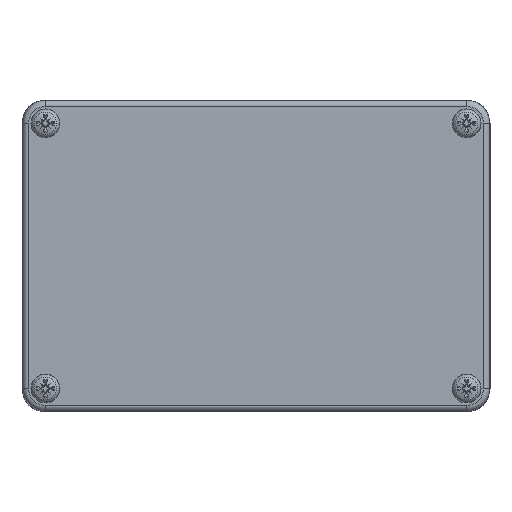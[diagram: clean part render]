
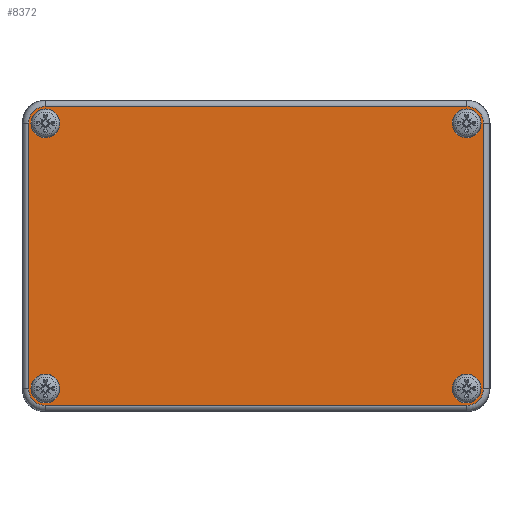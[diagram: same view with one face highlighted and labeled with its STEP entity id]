
A CAD part, top view. The second image highlights one B-rep face of the part: STEP entity #8372.
In plain terms, the highlighted face is planar.
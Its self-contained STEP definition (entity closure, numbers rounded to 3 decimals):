
#7951=CARTESIAN_POINT('',(-54.0,-38.351,-10.0));
#7952=VERTEX_POINT('',#7951);
#7960=CARTESIAN_POINT('',(54.0,-38.351,-10.0));
#7961=VERTEX_POINT('',#7960);
#7962=CARTESIAN_POINT('',(-54.0,-38.351,-10.0));
#7963=DIRECTION('',(1.0,0.0,0.0));
#7964=VECTOR('',#7963,108.0);
#7965=LINE('',#7962,#7964);
#7966=EDGE_CURVE('',#7952,#7961,#7965,.T.);
#7993=CARTESIAN_POINT('',(-58.351,-34.,-10.0));
#7994=VERTEX_POINT('',#7993);
#8002=CARTESIAN_POINT('',(-54.0,-34.,-10.0));
#8003=DIRECTION('',(0.0,0.0,1.0));
#8004=DIRECTION('',(-0.707,-0.707,0.0));
#8005=AXIS2_PLACEMENT_3D('',#8002,#8003,#8004);
#8006=CIRCLE('',#8005,4.351);
#8007=EDGE_CURVE('',#7994,#7952,#8006,.T.);
#8025=CARTESIAN_POINT('',(58.351,-34.0,-10.0));
#8026=VERTEX_POINT('',#8025);
#8044=CARTESIAN_POINT('',(54.0,-34.,-10.0));
#8045=DIRECTION('',(0.0,0.0,1.0));
#8046=DIRECTION('',(0.707,-0.707,0.0));
#8047=AXIS2_PLACEMENT_3D('',#8044,#8045,#8046);
#8048=CIRCLE('',#8047,4.351);
#8049=EDGE_CURVE('',#7961,#8026,#8048,.T.);
#8061=CARTESIAN_POINT('',(-58.351,34.,-10.0));
#8062=VERTEX_POINT('',#8061);
#8070=CARTESIAN_POINT('',(-58.351,34.0,-10.0));
#8071=DIRECTION('',(0.0,-1.0,0.0));
#8072=VECTOR('',#8071,68.);
#8073=LINE('',#8070,#8072);
#8074=EDGE_CURVE('',#8062,#7994,#8073,.T.);
#8091=CARTESIAN_POINT('',(58.351,34.,-10.0));
#8092=VERTEX_POINT('',#8091);
#8109=CARTESIAN_POINT('',(58.351,-34.0,-10.0));
#8110=DIRECTION('',(0.0,1.0,0.0));
#8111=VECTOR('',#8110,68.0);
#8112=LINE('',#8109,#8111);
#8113=EDGE_CURVE('',#8026,#8092,#8112,.T.);
#8125=CARTESIAN_POINT('',(-54.0,38.351,-10.0));
#8126=VERTEX_POINT('',#8125);
#8134=CARTESIAN_POINT('',(-54.0,34.,-10.0));
#8135=DIRECTION('',(0.0,0.0,1.0));
#8136=DIRECTION('',(-0.707,0.707,0.0));
#8137=AXIS2_PLACEMENT_3D('',#8134,#8135,#8136);
#8138=CIRCLE('',#8137,4.351);
#8139=EDGE_CURVE('',#8126,#8062,#8138,.T.);
#8157=CARTESIAN_POINT('',(54.0,38.351,-10.0));
#8158=VERTEX_POINT('',#8157);
#8176=CARTESIAN_POINT('',(54.0,34.,-10.0));
#8177=DIRECTION('',(0.0,0.0,1.0));
#8178=DIRECTION('',(0.707,0.707,0.0));
#8179=AXIS2_PLACEMENT_3D('',#8176,#8177,#8178);
#8180=CIRCLE('',#8179,4.351);
#8181=EDGE_CURVE('',#8092,#8158,#8180,.T.);
#8199=CARTESIAN_POINT('',(54.0,38.351,-10.0));
#8200=DIRECTION('',(-1.0,0.0,0.0));
#8201=VECTOR('',#8200,108.0);
#8202=LINE('',#8199,#8201);
#8203=EDGE_CURVE('',#8158,#8126,#8202,.T.);
#8313=CARTESIAN_POINT('',(0.,0.,-10.0));
#8314=DIRECTION('',(0.0,0.0,1.0));
#8315=DIRECTION('',(1.0,0.0,0.0));
#8316=AXIS2_PLACEMENT_3D('',#8313,#8314,#8315);
#8317=PLANE('',#8316);
#8318=ORIENTED_EDGE('',*,*,#7966,.F.);
#8319=ORIENTED_EDGE('',*,*,#8007,.F.);
#8320=ORIENTED_EDGE('',*,*,#8074,.F.);
#8321=ORIENTED_EDGE('',*,*,#8139,.F.);
#8322=ORIENTED_EDGE('',*,*,#8203,.F.);
#8323=ORIENTED_EDGE('',*,*,#8181,.F.);
#8324=ORIENTED_EDGE('',*,*,#8113,.F.);
#8325=ORIENTED_EDGE('',*,*,#8049,.F.);
#8326=EDGE_LOOP('',(#8318,#8319,#8320,#8321,#8322,#8323,#8324,#8325));
#8327=FACE_OUTER_BOUND('',#8326,.T.);
#8328=CARTESIAN_POINT('',(-57.7,-34.0,-10.0));
#8329=VERTEX_POINT('',#8328);
#8330=CARTESIAN_POINT('',(-54.,-34.0,-10.0));
#8331=DIRECTION('',(0.0,0.0,1.0));
#8332=DIRECTION('',(1.0,0.0,0.0));
#8333=AXIS2_PLACEMENT_3D('',#8330,#8331,#8332);
#8334=CIRCLE('',#8333,3.7);
#8335=EDGE_CURVE('',#8329,#8329,#8334,.T.);
#8336=ORIENTED_EDGE('',*,*,#8335,.T.);
#8337=EDGE_LOOP('',(#8336));
#8338=FACE_BOUND('',#8337,.T.);
#8339=CARTESIAN_POINT('',(-57.7,34.0,-10.0));
#8340=VERTEX_POINT('',#8339);
#8341=CARTESIAN_POINT('',(-54.,34.0,-10.0));
#8342=DIRECTION('',(0.0,0.0,1.0));
#8343=DIRECTION('',(1.0,0.0,0.0));
#8344=AXIS2_PLACEMENT_3D('',#8341,#8342,#8343);
#8345=CIRCLE('',#8344,3.7);
#8346=EDGE_CURVE('',#8340,#8340,#8345,.T.);
#8347=ORIENTED_EDGE('',*,*,#8346,.T.);
#8348=EDGE_LOOP('',(#8347));
#8349=FACE_BOUND('',#8348,.T.);
#8350=CARTESIAN_POINT('',(50.3,34.0,-10.0));
#8351=VERTEX_POINT('',#8350);
#8352=CARTESIAN_POINT('',(54.,34.0,-10.0));
#8353=DIRECTION('',(0.0,0.0,1.0));
#8354=DIRECTION('',(1.0,0.0,0.0));
#8355=AXIS2_PLACEMENT_3D('',#8352,#8353,#8354);
#8356=CIRCLE('',#8355,3.7);
#8357=EDGE_CURVE('',#8351,#8351,#8356,.T.);
#8358=ORIENTED_EDGE('',*,*,#8357,.T.);
#8359=EDGE_LOOP('',(#8358));
#8360=FACE_BOUND('',#8359,.T.);
#8361=CARTESIAN_POINT('',(50.3,-34.0,-10.0));
#8362=VERTEX_POINT('',#8361);
#8363=CARTESIAN_POINT('',(54.,-34.0,-10.0));
#8364=DIRECTION('',(0.0,0.0,1.0));
#8365=DIRECTION('',(1.0,0.0,0.0));
#8366=AXIS2_PLACEMENT_3D('',#8363,#8364,#8365);
#8367=CIRCLE('',#8366,3.7);
#8368=EDGE_CURVE('',#8362,#8362,#8367,.T.);
#8369=ORIENTED_EDGE('',*,*,#8368,.T.);
#8370=EDGE_LOOP('',(#8369));
#8371=FACE_BOUND('',#8370,.T.);
#8372=ADVANCED_FACE('',(#8327,#8338,#8349,#8360,#8371),#8317,.F.);
